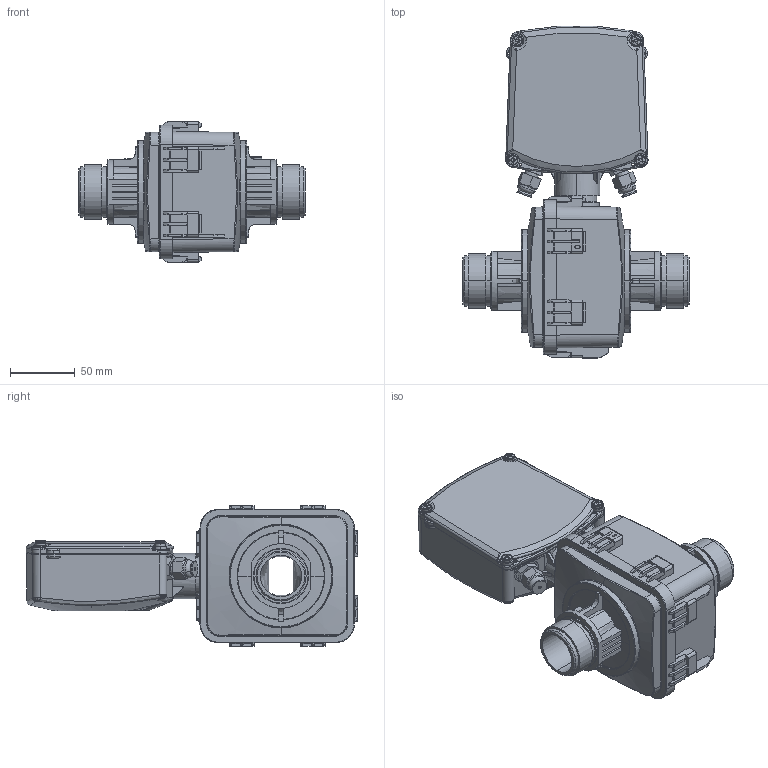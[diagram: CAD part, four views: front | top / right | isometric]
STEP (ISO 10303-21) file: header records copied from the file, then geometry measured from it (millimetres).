
FILE_DESCRIPTION (( 'STEP AP203' ), '1' );
FILE_NAME ('杬10 羼 32.STEP', '2022-10-25T12:15:50', ( '' ), ( '' ), 'SwSTEP 2.0', 'SolidWorks 2014', '' );
FILE_SCHEMA (( 'CONFIG_CONTROL_DESIGN' ));
Length unit declared in the file: millimetre
Products named in the file (16): ãèäðîââîä 2 ãàéêà; Case_MF32_simplified; ãèäðîââîä çàãëóøêà; Cover_1_MF32_simplified; ãèäðîââîä ïðîêëàäêà; Cover_2_MF32_simplified; ãèäðîââîä ñáîðêà; MF32_overall_model; êàáåëüíûå ââîäû; Êîðïóñ-2 äëÿ ÌÔ10 îðàíæ; øóðóï; Êðûøêà íåïð. îðàíæ; ÊÝÁ ñáîðêà äëÿ ÌÔ10; ãèäðîââîä îñíîâàíèå; 杬10 羼 32; ãàéêà1 äëÿ ãèäðîââîäà
Assembly tree (19 placements, depth 5):
  杬10 羼 32
    MF32_overall_model
      Case_MF32_simplified
      Cover_1_MF32_simplified
      Cover_2_MF32_simplified
    ÊÝÁ ñáîðêà äëÿ ÌÔ10
      Êîðïóñ-2 äëÿ ÌÔ10 îðàíæ
      Êðûøêà íåïð. îðàíæ
      êàáåëüíûå ââîäû
        ãèäðîââîä ñáîðêà  x2
          ãèäðîââîä îñíîâàíèå
          ãàéêà1 äëÿ ãèäðîââîäà
          ãèäðîââîä 2 ãàéêà
          ãèäðîââîä çàãëóøêà
          ãèäðîââîä ïðîêëàäêà
      øóðóï  x4
Bounding box: 175 x 256.72 x 108.71 mm (x, y, z)
Volume: 416192.4 mm3; surface area: 299054 mm2
Topology: 19 solids, 21 shells, 2263 faces, 6057 edges, 3872 vertices
Faces by surface type: plane 1016, cylinder 624, bspline 360, cone 204, torus 51, sphere 8
Entity records: 86419 total; most frequent: CARTESIAN_POINT 34724, ORIENTED_EDGE 11288, DIRECTION 9366, EDGE_CURVE 5644, VERTEX_POINT 3618, AXIS2_PLACEMENT_3D 3239, LINE 2888, VECTOR 2888
